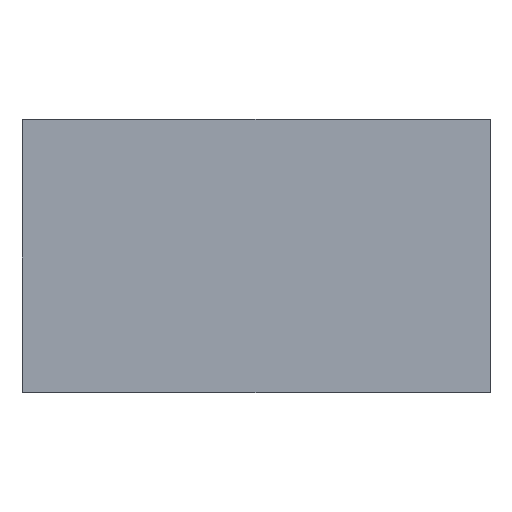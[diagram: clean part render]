
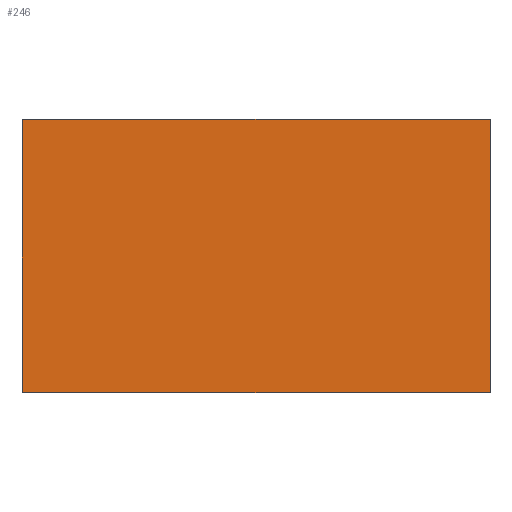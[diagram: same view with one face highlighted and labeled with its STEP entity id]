
A CAD part, top view. The second image highlights one B-rep face of the part: STEP entity #246.
In plain terms, the highlighted planar face has unit normal (0, 0, 1).
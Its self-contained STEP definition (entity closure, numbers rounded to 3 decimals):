
#246=ADVANCED_FACE('',(#459),#2949,.T.);
#459=FACE_OUTER_BOUND('',#702,.T.);
#702=EDGE_LOOP('',(#1379,#1380,#1381,#1382,#1383,#1384,#1385,#1386));
#1379=ORIENTED_EDGE('',*,*,#1921,.T.);
#1380=ORIENTED_EDGE('',*,*,#1925,.T.);
#1381=ORIENTED_EDGE('',*,*,#1928,.T.);
#1382=ORIENTED_EDGE('',*,*,#1931,.T.);
#1383=ORIENTED_EDGE('',*,*,#1934,.T.);
#1384=ORIENTED_EDGE('',*,*,#1937,.T.);
#1385=ORIENTED_EDGE('',*,*,#1940,.T.);
#1386=ORIENTED_EDGE('',*,*,#1942,.T.);
#1921=EDGE_CURVE('',#2675,#2674,#2189,.T.);
#1925=EDGE_CURVE('',#2674,#2677,#2193,.T.);
#1928=EDGE_CURVE('',#2677,#2679,#2196,.T.);
#1931=EDGE_CURVE('',#2679,#2681,#2199,.T.);
#1934=EDGE_CURVE('',#2681,#2683,#2202,.T.);
#1937=EDGE_CURVE('',#2683,#2685,#2205,.T.);
#1940=EDGE_CURVE('',#2685,#2687,#2208,.T.);
#1942=EDGE_CURVE('',#2687,#2675,#2210,.T.);
#2189=(
BOUNDED_CURVE()
B_SPLINE_CURVE(2,(#5180,#5181,#5182),.UNSPECIFIED.,.F.,.F.)
B_SPLINE_CURVE_WITH_KNOTS((3,3),(183.28,185.636),.UNSPECIFIED.)
CURVE()
GEOMETRIC_REPRESENTATION_ITEM()
RATIONAL_B_SPLINE_CURVE((1.,0.707,1.))
REPRESENTATION_ITEM('')
);
#2193=(
BOUNDED_CURVE()
B_SPLINE_CURVE(2,(#5190,#5191,#5192),.UNSPECIFIED.,.F.,.F.)
B_SPLINE_CURVE_WITH_KNOTS((3,3),(185.636,926.636),
 .UNSPECIFIED.)
CURVE()
GEOMETRIC_REPRESENTATION_ITEM()
RATIONAL_B_SPLINE_CURVE((1.,1.,1.))
REPRESENTATION_ITEM('')
);
#2196=(
BOUNDED_CURVE()
B_SPLINE_CURVE(2,(#5198,#5199,#5200),.UNSPECIFIED.,.F.,.F.)
B_SPLINE_CURVE_WITH_KNOTS((3,3),(926.636,928.992),
 .UNSPECIFIED.)
CURVE()
GEOMETRIC_REPRESENTATION_ITEM()
RATIONAL_B_SPLINE_CURVE((1.,0.707,1.))
REPRESENTATION_ITEM('')
);
#2199=(
BOUNDED_CURVE()
B_SPLINE_CURVE(2,(#5206,#5207,#5208),.UNSPECIFIED.,.F.,.F.)
B_SPLINE_CURVE_WITH_KNOTS((3,3),(928.992,2199.992),
 .UNSPECIFIED.)
CURVE()
GEOMETRIC_REPRESENTATION_ITEM()
RATIONAL_B_SPLINE_CURVE((1.,1.,1.))
REPRESENTATION_ITEM('')
);
#2202=(
BOUNDED_CURVE()
B_SPLINE_CURVE(2,(#5214,#5215,#5216),.UNSPECIFIED.,.F.,.F.)
B_SPLINE_CURVE_WITH_KNOTS((3,3),(2199.992,2202.349),
 .UNSPECIFIED.)
CURVE()
GEOMETRIC_REPRESENTATION_ITEM()
RATIONAL_B_SPLINE_CURVE((1.,0.707,1.))
REPRESENTATION_ITEM('')
);
#2205=(
BOUNDED_CURVE()
B_SPLINE_CURVE(2,(#5222,#5223,#5224),.UNSPECIFIED.,.F.,.F.)
B_SPLINE_CURVE_WITH_KNOTS((3,3),(2202.349,2943.349),
 .UNSPECIFIED.)
CURVE()
GEOMETRIC_REPRESENTATION_ITEM()
RATIONAL_B_SPLINE_CURVE((1.,1.,1.))
REPRESENTATION_ITEM('')
);
#2208=(
BOUNDED_CURVE()
B_SPLINE_CURVE(2,(#5230,#5231,#5232),.UNSPECIFIED.,.F.,.F.)
B_SPLINE_CURVE_WITH_KNOTS((3,3),(2943.349,2945.705),
 .UNSPECIFIED.)
CURVE()
GEOMETRIC_REPRESENTATION_ITEM()
RATIONAL_B_SPLINE_CURVE((1.,0.707,1.))
REPRESENTATION_ITEM('')
);
#2210=(
BOUNDED_CURVE()
B_SPLINE_CURVE(2,(#5244,#5245,#5246,#5247,#5248,#5249,#5250,#5251,#5252,
#5253,#5254),.UNSPECIFIED.,.F.,.F.)
B_SPLINE_CURVE_WITH_KNOTS((3,2,2,2,2,3),(2945.705,3831.565,
3940.225,3957.225,4033.425,4216.705),
 .UNSPECIFIED.)
CURVE()
GEOMETRIC_REPRESENTATION_ITEM()
RATIONAL_B_SPLINE_CURVE((1.,1.,1.,1.,1.,1.,1.,1.,1.,1.,1.))
REPRESENTATION_ITEM('')
);
#2674=VERTEX_POINT('',#5161);
#2675=VERTEX_POINT('',#5162);
#2677=VERTEX_POINT('',#5164);
#2679=VERTEX_POINT('',#5166);
#2681=VERTEX_POINT('',#5168);
#2683=VERTEX_POINT('',#5170);
#2685=VERTEX_POINT('',#5172);
#2687=VERTEX_POINT('',#5174);
#2949=PLANE('',#3136);
#3136=AXIS2_PLACEMENT_3D('',#5158,#3343,$);
#3343=DIRECTION('',(0.,0.,1.));
#5158=CARTESIAN_POINT('',(-796.25,-465.,79.15));
#5161=CARTESIAN_POINT('',(-637.,370.5,79.15));
#5162=CARTESIAN_POINT('',(-635.5,372.,79.15));
#5164=CARTESIAN_POINT('',(-637.,-370.5,79.15));
#5166=CARTESIAN_POINT('',(-635.5,-372.,79.15));
#5168=CARTESIAN_POINT('',(635.5,-372.,79.15));
#5170=CARTESIAN_POINT('',(637.,-370.5,79.15));
#5172=CARTESIAN_POINT('',(637.,370.5,79.15));
#5174=CARTESIAN_POINT('',(635.5,372.,79.15));
#5180=CARTESIAN_POINT('',(-635.5,372.,79.15));
#5181=CARTESIAN_POINT('',(-637.,372.,79.15));
#5182=CARTESIAN_POINT('',(-637.,370.5,79.15));
#5190=CARTESIAN_POINT('',(-637.,370.5,79.15));
#5191=CARTESIAN_POINT('',(-637.,0.,79.15));
#5192=CARTESIAN_POINT('',(-637.,-370.5,79.15));
#5198=CARTESIAN_POINT('',(-637.,-370.5,79.15));
#5199=CARTESIAN_POINT('',(-637.,-372.,79.15));
#5200=CARTESIAN_POINT('',(-635.5,-372.,79.15));
#5206=CARTESIAN_POINT('',(-635.5,-372.,79.15));
#5207=CARTESIAN_POINT('',(0.,-372.,79.15));
#5208=CARTESIAN_POINT('',(635.5,-372.,79.15));
#5214=CARTESIAN_POINT('',(635.5,-372.,79.15));
#5215=CARTESIAN_POINT('',(637.,-372.,79.15));
#5216=CARTESIAN_POINT('',(637.,-370.5,79.15));
#5222=CARTESIAN_POINT('',(637.,-370.5,79.15));
#5223=CARTESIAN_POINT('',(637.,0.,79.15));
#5224=CARTESIAN_POINT('',(637.,370.5,79.15));
#5230=CARTESIAN_POINT('',(637.,370.5,79.15));
#5231=CARTESIAN_POINT('',(637.,372.,79.15));
#5232=CARTESIAN_POINT('',(635.5,372.,79.15));
#5244=CARTESIAN_POINT('',(635.5,372.,79.15));
#5245=CARTESIAN_POINT('',(192.57,372.,79.15));
#5246=CARTESIAN_POINT('',(-250.36,372.,79.15));
#5247=CARTESIAN_POINT('',(-304.69,372.,79.15));
#5248=CARTESIAN_POINT('',(-359.02,372.,79.15));
#5249=CARTESIAN_POINT('',(-367.52,372.,79.15));
#5250=CARTESIAN_POINT('',(-376.02,372.,79.15));
#5251=CARTESIAN_POINT('',(-414.12,372.,79.15));
#5252=CARTESIAN_POINT('',(-452.22,372.,79.15));
#5253=CARTESIAN_POINT('',(-543.86,372.,79.15));
#5254=CARTESIAN_POINT('',(-635.5,372.,79.15));
